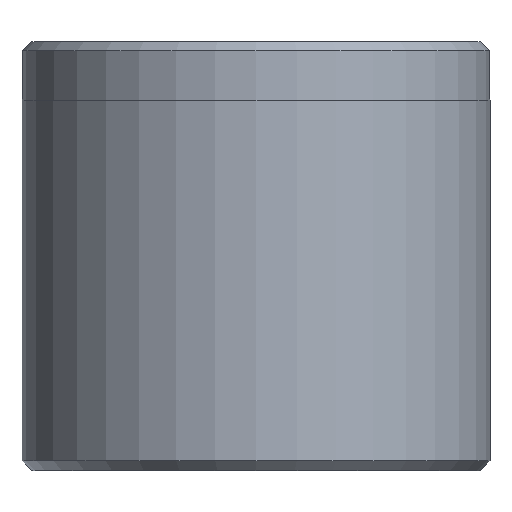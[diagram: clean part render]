
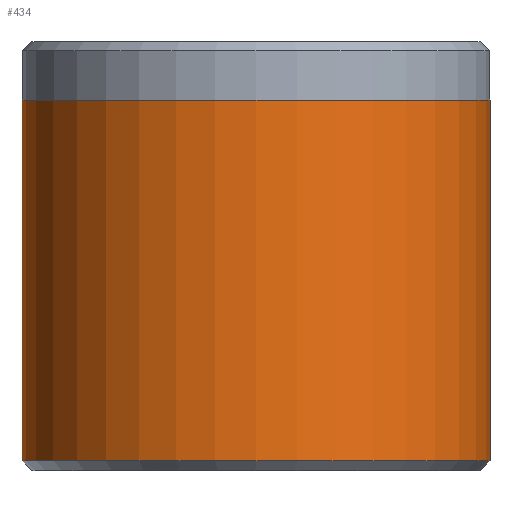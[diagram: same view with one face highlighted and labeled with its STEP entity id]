
A CAD part, front view. The second image highlights one B-rep face of the part: STEP entity #434.
In plain terms, the highlighted cylindrical face has radius 12 mm (diameter 24 mm), a partial arc.
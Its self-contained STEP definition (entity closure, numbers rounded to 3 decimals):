
#56 = CARTESIAN_POINT ( 'NONE',  ( 12., 0., 19. ) ) ;
#106 = CARTESIAN_POINT ( 'NONE',  ( 0., 0., 0.5 ) ) ;
#121 = CARTESIAN_POINT ( 'NONE',  ( 0., 0., 22. ) ) ;
#137 = EDGE_CURVE ( 'NONE', #315, #231, #693, .T. ) ;
#138 = VERTEX_POINT ( 'NONE', #314 ) ;
#141 = ORIENTED_EDGE ( 'NONE', *, *, #899, .F. ) ;
#156 = ORIENTED_EDGE ( 'NONE', *, *, #1898, .T. ) ;
#230 = CARTESIAN_POINT ( 'NONE',  ( -12., 0., 22. ) ) ;
#231 = VERTEX_POINT ( 'NONE', #56 ) ;
#309 = CARTESIAN_POINT ( 'NONE',  ( -12., 0., 0.5 ) ) ;
#314 = CARTESIAN_POINT ( 'NONE',  ( 12., 0., 0.5 ) ) ;
#315 = VERTEX_POINT ( 'NONE', #1571 ) ;
#418 = VECTOR ( 'NONE', #556, 1000. ) ;
#434 = ADVANCED_FACE ( 'NONE', ( #1238 ), #1887, .T. ) ;
#492 = LINE ( 'NONE', #230, #418 ) ;
#556 = DIRECTION ( 'NONE',  ( 0., 0., -1. ) ) ;
#569 = CARTESIAN_POINT ( 'NONE',  ( 12., 0., 22. ) ) ;
#693 = CIRCLE ( 'NONE', #854, 12. ) ;
#854 = AXIS2_PLACEMENT_3D ( 'NONE', #1875, #1841, #1383 ) ;
#856 = DIRECTION ( 'NONE',  ( 0., 0., -1. ) ) ;
#899 = EDGE_CURVE ( 'NONE', #231, #138, #1485, .T. ) ;
#903 = DIRECTION ( 'NONE',  ( 0., 0., -1. ) ) ;
#941 = ORIENTED_EDGE ( 'NONE', *, *, #137, .F. ) ;
#974 = AXIS2_PLACEMENT_3D ( 'NONE', #106, #1804, #1370 ) ;
#1091 = ORIENTED_EDGE ( 'NONE', *, *, #1949, .T. ) ;
#1238 = FACE_OUTER_BOUND ( 'NONE', #1732, .T. ) ;
#1370 = DIRECTION ( 'NONE',  ( 1., 0., 0. ) ) ;
#1383 = DIRECTION ( 'NONE',  ( 1., 0., 0. ) ) ;
#1415 = VERTEX_POINT ( 'NONE', #309 ) ;
#1485 = LINE ( 'NONE', #569, #1791 ) ;
#1571 = CARTESIAN_POINT ( 'NONE',  ( -12., 0., 19. ) ) ;
#1653 = DIRECTION ( 'NONE',  ( -1., 0., 0. ) ) ;
#1732 = EDGE_LOOP ( 'NONE', ( #141, #941, #156, #1091 ) ) ;
#1746 = CIRCLE ( 'NONE', #974, 12. ) ;
#1759 = AXIS2_PLACEMENT_3D ( 'NONE', #121, #856, #1653 ) ;
#1791 = VECTOR ( 'NONE', #903, 1000. ) ;
#1804 = DIRECTION ( 'NONE',  ( 0., 0., 1. ) ) ;
#1841 = DIRECTION ( 'NONE',  ( 0., 0., 1. ) ) ;
#1875 = CARTESIAN_POINT ( 'NONE',  ( 0., 0., 19. ) ) ;
#1887 = CYLINDRICAL_SURFACE ( 'NONE', #1759, 12. ) ;
#1898 = EDGE_CURVE ( 'NONE', #315, #1415, #492, .T. ) ;
#1949 = EDGE_CURVE ( 'NONE', #1415, #138, #1746, .T. ) ;
